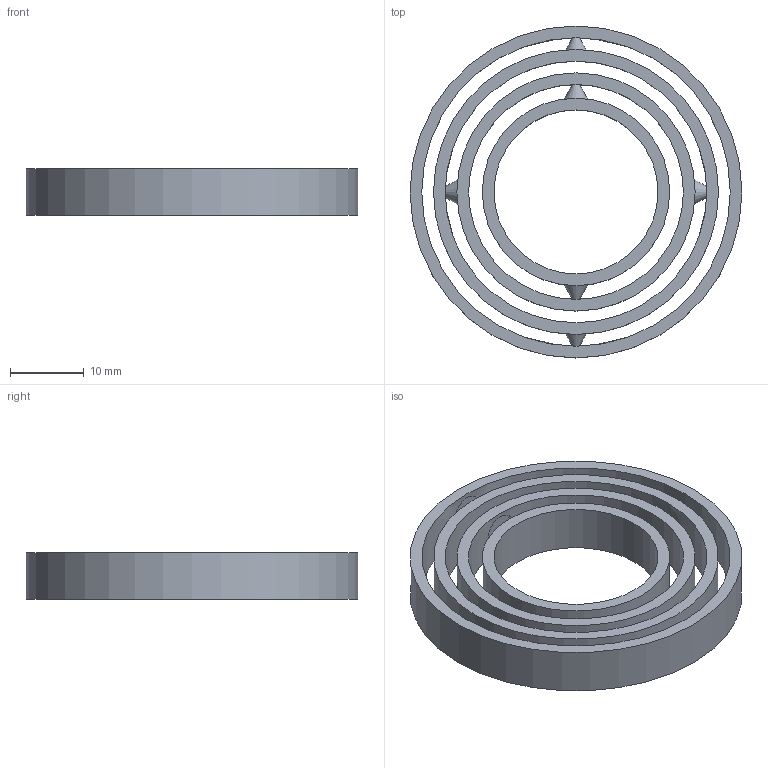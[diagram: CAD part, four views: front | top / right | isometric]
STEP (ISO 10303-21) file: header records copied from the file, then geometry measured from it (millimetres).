
FILE_DESCRIPTION(/* description */ ('STEP AP242','CAx-IF Rec.Pracs.---Representation and Presentation of Product Manufacturing Information (PMI)---4.0---2014-10-13','CAx-IF Rec.Pracs.---3D Tessellated Geometry---0.4---2014-09-14','2;1'),/* implementation_level */ '2;1');
FILE_NAME(/* name */ '66838e8b8b62da6300a1cf13',/* time_stamp */ '2024-07-02T05:22:19Z',/* author */ (''),/* organization */ (''),/* preprocessor_version */ 'ST-DEVELOPER v20',/* originating_system */ ' ',/* authorisation */ ' ');
FILE_SCHEMA (('AP242_MANAGED_MODEL_BASED_3D_ENGINEERING_MIM_LF { 1 0 10303 442 1 1 4 }'));
Length unit declared in the file: metre
Products named in the file (10): Surface 6; Surface 5; Surface 1; Surface 2; Surface 3; Surface 4; Part 2; Part 3; Part 4; Part 1
Bounding box: 45 x 45 x 6.35 mm (x, y, z)
Volume: 4173.5 mm3; surface area: 6953.4 mm2
Topology: 4 solids, 10 shells, 34 faces, 69 edges, 48 vertices
Faces by surface type: cylinder 14, plane 14, cone 6
Full cylindrical faces by diameter (mm): 5.08 x6, 22.225 x1, 25.4 x1, 29.125 x1, 32.3 x1, 35.475 x1, 38.65 x1, 41.825 x1, 45 x1
Entity records: 1026 total; most frequent: CARTESIAN_POINT 178, DIRECTION 144, AXIS2_PLACEMENT_3D 72, FACE_BOUND 68, ORIENTED_EDGE 62, EDGE_LOOP 62, VERTEX_POINT 40, EDGE_CURVE 34
